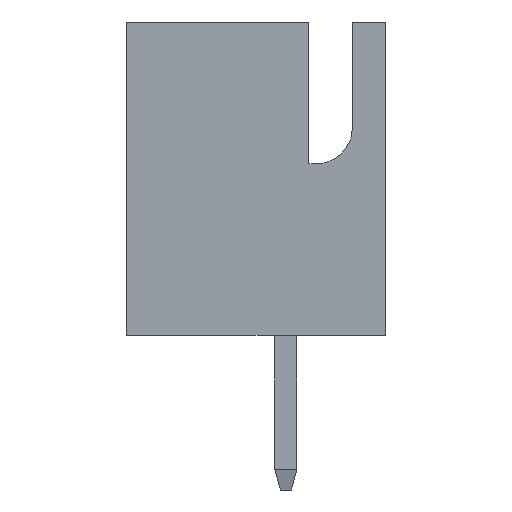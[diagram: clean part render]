
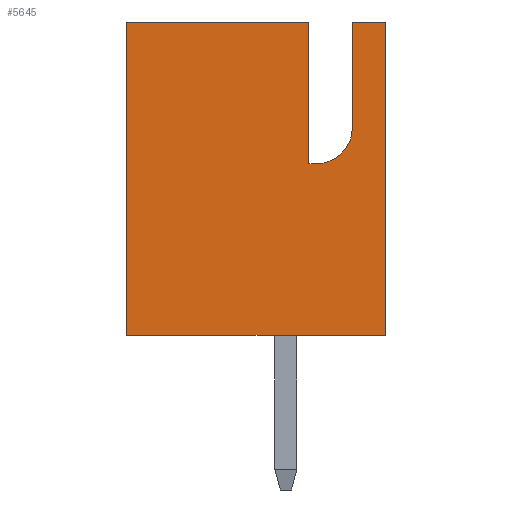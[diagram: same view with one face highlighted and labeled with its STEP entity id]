
A CAD part, left-side view. The second image highlights one B-rep face of the part: STEP entity #5645.
In plain terms, the highlighted planar face has unit normal (-1, 0, 0).
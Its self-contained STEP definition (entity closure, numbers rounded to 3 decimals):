
#605=FACE_OUTER_BOUND('',#921,.T.);
#921=EDGE_LOOP('',(#4016,#4017,#4018,#4019,#4020,#4021,#4022,#4023,#4024));
#1226=CIRCLE('',#6007,0.8);
#1354=LINE('',#8026,#1965);
#1355=LINE('',#8028,#1966);
#1356=LINE('',#8032,#1967);
#1357=LINE('',#8034,#1968);
#1358=LINE('',#8036,#1969);
#1359=LINE('',#8038,#1970);
#1360=LINE('',#8040,#1971);
#1361=LINE('',#8041,#1972);
#1965=VECTOR('',#6472,1.);
#1966=VECTOR('',#6473,1.);
#1967=VECTOR('',#6476,1.);
#1968=VECTOR('',#6477,1.);
#1969=VECTOR('',#6478,1.);
#1970=VECTOR('',#6479,1.);
#1971=VECTOR('',#6480,1.);
#1972=VECTOR('',#6481,1.);
#2649=VERTEX_POINT('',#8024);
#2650=VERTEX_POINT('',#8025);
#2651=VERTEX_POINT('',#8027);
#2652=VERTEX_POINT('',#8029);
#2653=VERTEX_POINT('',#8031);
#2654=VERTEX_POINT('',#8033);
#2655=VERTEX_POINT('',#8035);
#2656=VERTEX_POINT('',#8037);
#2657=VERTEX_POINT('',#8039);
#3193=EDGE_CURVE('',#2649,#2650,#1354,.T.);
#3194=EDGE_CURVE('',#2651,#2649,#1355,.T.);
#3195=EDGE_CURVE('',#2651,#2652,#1226,.T.);
#3196=EDGE_CURVE('',#2653,#2652,#1356,.T.);
#3197=EDGE_CURVE('',#2653,#2654,#1357,.T.);
#3198=EDGE_CURVE('',#2655,#2654,#1358,.T.);
#3199=EDGE_CURVE('',#2655,#2656,#1359,.T.);
#3200=EDGE_CURVE('',#2656,#2657,#1360,.T.);
#3201=EDGE_CURVE('',#2650,#2657,#1361,.T.);
#4016=ORIENTED_EDGE('',*,*,#3193,.F.);
#4017=ORIENTED_EDGE('',*,*,#3194,.F.);
#4018=ORIENTED_EDGE('',*,*,#3195,.T.);
#4019=ORIENTED_EDGE('',*,*,#3196,.F.);
#4020=ORIENTED_EDGE('',*,*,#3197,.T.);
#4021=ORIENTED_EDGE('',*,*,#3198,.F.);
#4022=ORIENTED_EDGE('',*,*,#3199,.T.);
#4023=ORIENTED_EDGE('',*,*,#3200,.T.);
#4024=ORIENTED_EDGE('',*,*,#3201,.F.);
#5445=PLANE('',#6006);
#5645=ADVANCED_FACE('',(#605),#5445,.F.);
#6006=AXIS2_PLACEMENT_3D('',#8023,#6470,#6471);
#6007=AXIS2_PLACEMENT_3D('',#8030,#6474,#6475);
#6470=DIRECTION('center_axis',(1.,0.,0.));
#6471=DIRECTION('ref_axis',(0.,1.,0.));
#6472=DIRECTION('',(0.,-1.,0.));
#6473=DIRECTION('',(0.,0.,1.));
#6474=DIRECTION('center_axis',(1.,0.,0.));
#6475=DIRECTION('ref_axis',(0.,1.,0.));
#6476=DIRECTION('',(0.,-1.,0.));
#6477=DIRECTION('',(0.,0.,1.));
#6478=DIRECTION('',(0.,-1.,0.));
#6479=DIRECTION('',(0.,0.,-1.));
#6480=DIRECTION('',(0.,-1.,0.));
#6481=DIRECTION('',(0.,0.,-1.));
#8023=CARTESIAN_POINT('Origin',(-3.77,-2.248,7.08));
#8024=CARTESIAN_POINT('',(-3.77,-1.498,7.08));
#8025=CARTESIAN_POINT('',(-3.77,-2.248,7.08));
#8026=CARTESIAN_POINT('',(-3.77,-2.248,7.08));
#8027=CARTESIAN_POINT('',(-3.77,-1.498,4.68));
#8028=CARTESIAN_POINT('',(-3.77,-1.498,3.88));
#8029=CARTESIAN_POINT('',(-3.77,-0.698,3.88));
#8030=CARTESIAN_POINT('Origin',(-3.77,-0.698,4.68));
#8031=CARTESIAN_POINT('',(-3.77,-0.518,3.88));
#8032=CARTESIAN_POINT('',(-3.77,-1.498,3.88));
#8033=CARTESIAN_POINT('',(-3.77,-0.518,7.08));
#8034=CARTESIAN_POINT('',(-3.77,-0.518,3.88));
#8035=CARTESIAN_POINT('',(-3.77,3.602,7.08));
#8036=CARTESIAN_POINT('',(-3.77,-2.248,7.08));
#8037=CARTESIAN_POINT('',(-3.77,3.602,0.));
#8038=CARTESIAN_POINT('',(-3.77,3.602,7.08));
#8039=CARTESIAN_POINT('',(-3.77,-2.248,0.));
#8040=CARTESIAN_POINT('',(-3.77,-2.248,0.));
#8041=CARTESIAN_POINT('',(-3.77,-2.248,7.08));
